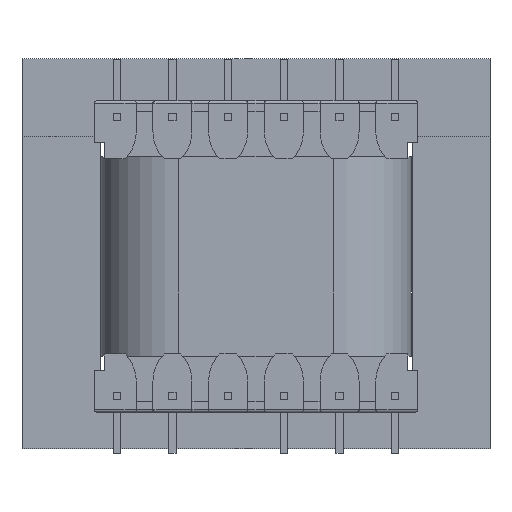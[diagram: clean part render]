
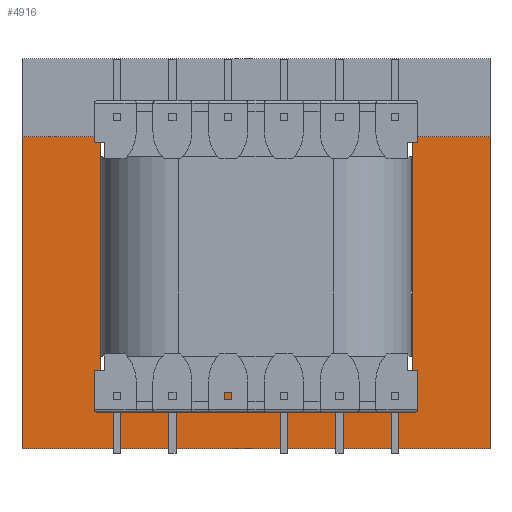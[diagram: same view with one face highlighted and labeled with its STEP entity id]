
A CAD part, front view. The second image highlights one B-rep face of the part: STEP entity #4916.
In plain terms, the highlighted face is planar.
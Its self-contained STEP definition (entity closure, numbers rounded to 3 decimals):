
#30 = AXIS2_PLACEMENT_3D ( 'NONE', #2700, #11310, #4746 ) ;
#192 = VERTEX_POINT ( 'NONE', #6523 ) ;
#729 = LINE ( 'NONE', #9658, #3761 ) ;
#989 = VERTEX_POINT ( 'NONE', #11275 ) ;
#1036 = CARTESIAN_POINT ( 'NONE',  ( -21., 14., 0.4 ) ) ;
#1202 = DIRECTION ( 'NONE',  ( 0., -1., 0. ) ) ;
#1217 = VECTOR ( 'NONE', #3788, 1000. ) ;
#1247 = EDGE_CURVE ( 'NONE', #989, #11302, #10169, .T. ) ;
#1360 = VERTEX_POINT ( 'NONE', #5499 ) ;
#1801 = FACE_OUTER_BOUND ( 'NONE', #4022, .T. ) ;
#2077 = EDGE_CURVE ( 'NONE', #192, #12079, #8102, .T. ) ;
#2137 = DIRECTION ( 'NONE',  ( 0., -1., 0. ) ) ;
#2305 = CARTESIAN_POINT ( 'NONE',  ( 21., -14., 0.4 ) ) ;
#2396 = ORIENTED_EDGE ( 'NONE', *, *, #7276, .F. ) ;
#2462 = LINE ( 'NONE', #8325, #6263 ) ;
#2587 = DIRECTION ( 'NONE',  ( 0., -1., 0. ) ) ;
#2700 = CARTESIAN_POINT ( 'NONE',  ( 0., 0., 0.4 ) ) ;
#3096 = CARTESIAN_POINT ( 'NONE',  ( 0., -7., 0.4 ) ) ;
#3111 = CARTESIAN_POINT ( 'NONE',  ( -21., -14., 0.4 ) ) ;
#3223 = ORIENTED_EDGE ( 'NONE', *, *, #8506, .T. ) ;
#3434 = EDGE_CURVE ( 'NONE', #9234, #1360, #5894, .T. ) ;
#3543 = LINE ( 'NONE', #3668, #11880 ) ;
#3579 = ORIENTED_EDGE ( 'NONE', *, *, #3902, .T. ) ;
#3651 = VERTEX_POINT ( 'NONE', #7296 ) ;
#3668 = CARTESIAN_POINT ( 'NONE',  ( 7., 0., 0.4 ) ) ;
#3761 = VECTOR ( 'NONE', #4836, 1000. ) ;
#3788 = DIRECTION ( 'NONE',  ( -1., 0., 0. ) ) ;
#3902 = EDGE_CURVE ( 'NONE', #3651, #5179, #8872, .T. ) ;
#4022 = EDGE_LOOP ( 'NONE', ( #3579, #4094, #9033, #6805, #6096, #3223, #11414, #11621, #10386, #10560, #4485, #2396 ) ) ;
#4094 = ORIENTED_EDGE ( 'NONE', *, *, #9665, .T. ) ;
#4192 = DIRECTION ( 'NONE',  ( 1., 0., 0. ) ) ;
#4251 = CARTESIAN_POINT ( 'NONE',  ( 0., -14., 0.4 ) ) ;
#4303 = EDGE_CURVE ( 'NONE', #192, #989, #11101, .T. ) ;
#4479 = CARTESIAN_POINT ( 'NONE',  ( -21., 0., 0.4 ) ) ;
#4485 = ORIENTED_EDGE ( 'NONE', *, *, #9352, .F. ) ;
#4534 = LINE ( 'NONE', #4479, #8658 ) ;
#4574 = VERTEX_POINT ( 'NONE', #8891 ) ;
#4601 = CARTESIAN_POINT ( 'NONE',  ( 7., -7., 0.4 ) ) ;
#4746 = DIRECTION ( 'NONE',  ( 1., 0., 0. ) ) ;
#4836 = DIRECTION ( 'NONE',  ( 0., -1., 0. ) ) ;
#4916 = ADVANCED_FACE ( 'NONE', ( #1801 ), #8438, .T. ) ;
#5122 = CARTESIAN_POINT ( 'NONE',  ( -7., 14., 0.4 ) ) ;
#5173 = EDGE_CURVE ( 'NONE', #8347, #10585, #6204, .T. ) ;
#5179 = VERTEX_POINT ( 'NONE', #5122 ) ;
#5257 = DIRECTION ( 'NONE',  ( -1., 0., 0. ) ) ;
#5499 = CARTESIAN_POINT ( 'NONE',  ( 14., -7., 0.4 ) ) ;
#5894 = LINE ( 'NONE', #10677, #8113 ) ;
#5948 = VECTOR ( 'NONE', #1202, 1000. ) ;
#6043 = VECTOR ( 'NONE', #4192, 1000. ) ;
#6096 = ORIENTED_EDGE ( 'NONE', *, *, #2077, .T. ) ;
#6204 = LINE ( 'NONE', #4251, #11065 ) ;
#6263 = VECTOR ( 'NONE', #9335, 1000. ) ;
#6523 = CARTESIAN_POINT ( 'NONE',  ( -14., 14., 0.4 ) ) ;
#6805 = ORIENTED_EDGE ( 'NONE', *, *, #4303, .F. ) ;
#6852 = CARTESIAN_POINT ( 'NONE',  ( -7., 0., 0.4 ) ) ;
#6869 = VECTOR ( 'NONE', #7916, 1000. ) ;
#6979 = DIRECTION ( 'NONE',  ( 0., -1., 0. ) ) ;
#7276 = EDGE_CURVE ( 'NONE', #3651, #9800, #3543, .T. ) ;
#7296 = CARTESIAN_POINT ( 'NONE',  ( 7., 14., 0.4 ) ) ;
#7916 = DIRECTION ( 'NONE',  ( -1., 0., 0. ) ) ;
#7926 = CARTESIAN_POINT ( 'NONE',  ( 0., 14., 0.4 ) ) ;
#7968 = CARTESIAN_POINT ( 'NONE',  ( -14., 0., 0.4 ) ) ;
#8102 = LINE ( 'NONE', #9122, #6869 ) ;
#8113 = VECTOR ( 'NONE', #2137, 1000. ) ;
#8200 = CARTESIAN_POINT ( 'NONE',  ( 0., -7., 0.4 ) ) ;
#8325 = CARTESIAN_POINT ( 'NONE',  ( 0., 14., 0.4 ) ) ;
#8347 = VERTEX_POINT ( 'NONE', #2305 ) ;
#8411 = DIRECTION ( 'NONE',  ( 0., -1., 0. ) ) ;
#8438 = PLANE ( 'NONE',  #30 ) ;
#8506 = EDGE_CURVE ( 'NONE', #12079, #10585, #4534, .T. ) ;
#8658 = VECTOR ( 'NONE', #8411, 1000. ) ;
#8872 = LINE ( 'NONE', #7926, #1217 ) ;
#8891 = CARTESIAN_POINT ( 'NONE',  ( 21., 14., 0.4 ) ) ;
#9033 = ORIENTED_EDGE ( 'NONE', *, *, #1247, .F. ) ;
#9069 = CARTESIAN_POINT ( 'NONE',  ( -7., -7., 0.4 ) ) ;
#9122 = CARTESIAN_POINT ( 'NONE',  ( 0., 14., 0.4 ) ) ;
#9134 = EDGE_CURVE ( 'NONE', #4574, #8347, #729, .T. ) ;
#9158 = DIRECTION ( 'NONE',  ( 1., 0., 0. ) ) ;
#9234 = VERTEX_POINT ( 'NONE', #11902 ) ;
#9253 = VECTOR ( 'NONE', #6979, 1000. ) ;
#9335 = DIRECTION ( 'NONE',  ( -1., 0., 0. ) ) ;
#9352 = EDGE_CURVE ( 'NONE', #9800, #1360, #11199, .T. ) ;
#9658 = CARTESIAN_POINT ( 'NONE',  ( 21., 0., 0.4 ) ) ;
#9665 = EDGE_CURVE ( 'NONE', #5179, #11302, #10941, .T. ) ;
#9800 = VERTEX_POINT ( 'NONE', #4601 ) ;
#10169 = LINE ( 'NONE', #3096, #6043 ) ;
#10386 = ORIENTED_EDGE ( 'NONE', *, *, #11864, .T. ) ;
#10560 = ORIENTED_EDGE ( 'NONE', *, *, #3434, .T. ) ;
#10585 = VERTEX_POINT ( 'NONE', #3111 ) ;
#10677 = CARTESIAN_POINT ( 'NONE',  ( 14., 0., 0.4 ) ) ;
#10941 = LINE ( 'NONE', #6852, #9253 ) ;
#11065 = VECTOR ( 'NONE', #5257, 1000. ) ;
#11101 = LINE ( 'NONE', #7968, #5948 ) ;
#11199 = LINE ( 'NONE', #8200, #12309 ) ;
#11275 = CARTESIAN_POINT ( 'NONE',  ( -14., -7., 0.4 ) ) ;
#11302 = VERTEX_POINT ( 'NONE', #9069 ) ;
#11310 = DIRECTION ( 'NONE',  ( 0., 0., 1. ) ) ;
#11414 = ORIENTED_EDGE ( 'NONE', *, *, #5173, .F. ) ;
#11621 = ORIENTED_EDGE ( 'NONE', *, *, #9134, .F. ) ;
#11864 = EDGE_CURVE ( 'NONE', #4574, #9234, #2462, .T. ) ;
#11880 = VECTOR ( 'NONE', #2587, 1000. ) ;
#11902 = CARTESIAN_POINT ( 'NONE',  ( 14., 14., 0.4 ) ) ;
#12079 = VERTEX_POINT ( 'NONE', #1036 ) ;
#12309 = VECTOR ( 'NONE', #9158, 1000. ) ;
